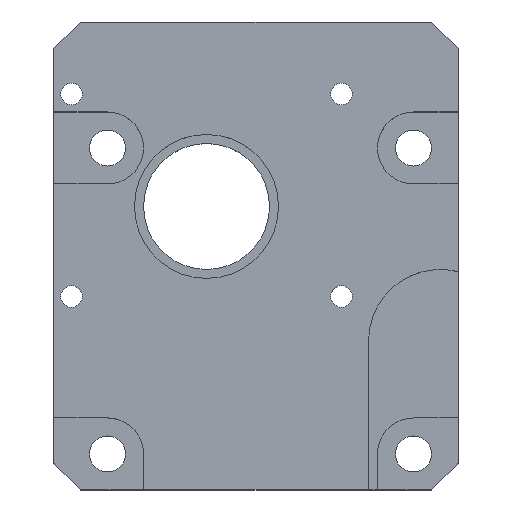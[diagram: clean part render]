
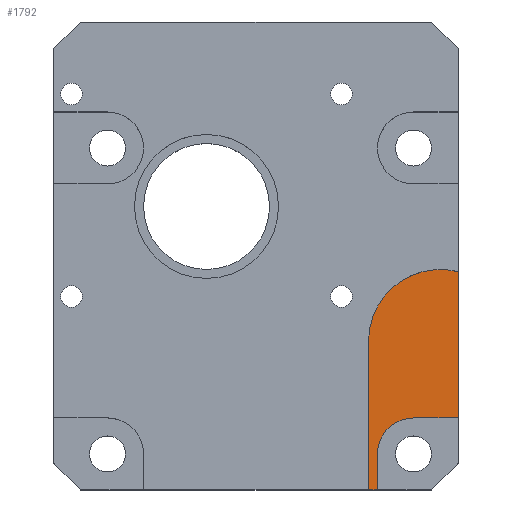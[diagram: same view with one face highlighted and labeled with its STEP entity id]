
A CAD part, top view. The second image highlights one B-rep face of the part: STEP entity #1792.
In plain terms, the highlighted planar face has unit normal (0, 0, 1).
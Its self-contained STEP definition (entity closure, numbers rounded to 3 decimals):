
#32 = PLANE('',#33);
#33 = AXIS2_PLACEMENT_3D('',#34,#35,#36);
#34 = CARTESIAN_POINT('',(-23.,-21.,0.));
#35 = DIRECTION('',(0.,1.,0.));
#36 = DIRECTION('',(1.,0.,0.));
#165 = VERTEX_POINT('',#166);
#166 = CARTESIAN_POINT('',(12.,-21.,5.));
#180 = PLANE('',#181);
#181 = AXIS2_PLACEMENT_3D('',#182,#183,#184);
#182 = CARTESIAN_POINT('',(12.,-4.5,8.));
#183 = DIRECTION('',(-1.,0.,0.));
#184 = DIRECTION('',(0.,-1.,0.));
#192 = EDGE_CURVE('',#165,#193,#195,.T.);
#193 = VERTEX_POINT('',#194);
#194 = CARTESIAN_POINT('',(13.,-21.,5.));
#195 = SURFACE_CURVE('',#196,(#200,#206),.PCURVE_S1.);
#196 = LINE('',#197,#198);
#197 = CARTESIAN_POINT('',(-1.5,-21.,5.));
#198 = VECTOR('',#199,1.);
#199 = DIRECTION('',(1.,0.,0.));
#200 = PCURVE('',#32,#201);
#201 = DEFINITIONAL_REPRESENTATION('',(#202),#205);
#202 = B_SPLINE_CURVE_WITH_KNOTS('',1,(#203,#204),.UNSPECIFIED.,.F.,.F.,
  (2,2),(11.9,28.),.PIECEWISE_BEZIER_KNOTS.);
#203 = CARTESIAN_POINT('',(33.4,-5.));
#204 = CARTESIAN_POINT('',(49.5,-5.));
#205 = ( GEOMETRIC_REPRESENTATION_CONTEXT(2) 
PARAMETRIC_REPRESENTATION_CONTEXT() REPRESENTATION_CONTEXT('2D SPACE',''
  ) );
#206 = PCURVE('',#207,#212);
#207 = PLANE('',#208);
#208 = AXIS2_PLACEMENT_3D('',#209,#210,#211);
#209 = CARTESIAN_POINT('',(20.,-12.75,5.));
#210 = DIRECTION('',(0.,0.,1.));
#211 = DIRECTION('',(1.,0.,0.));
#212 = DEFINITIONAL_REPRESENTATION('',(#213),#216);
#213 = B_SPLINE_CURVE_WITH_KNOTS('',1,(#214,#215),.UNSPECIFIED.,.F.,.F.,
  (2,2),(11.9,28.),.PIECEWISE_BEZIER_KNOTS.);
#214 = CARTESIAN_POINT('',(-9.6,-8.25));
#215 = CARTESIAN_POINT('',(6.5,-8.25));
#216 = ( GEOMETRIC_REPRESENTATION_CONTEXT(2) 
PARAMETRIC_REPRESENTATION_CONTEXT() REPRESENTATION_CONTEXT('2D SPACE',''
  ) );
#233 = PLANE('',#234);
#234 = AXIS2_PLACEMENT_3D('',#235,#236,#237);
#235 = CARTESIAN_POINT('',(13.,-22.,8.));
#236 = DIRECTION('',(1.,0.,0.));
#237 = DIRECTION('',(0.,1.,0.));
#339 = PLANE('',#340);
#340 = AXIS2_PLACEMENT_3D('',#341,#342,#343);
#341 = CARTESIAN_POINT('',(22.,-21.,0.));
#342 = DIRECTION('',(-1.,0.,0.));
#343 = DIRECTION('',(0.,1.,0.));
#1035 = PLANE('',#1036);
#1036 = AXIS2_PLACEMENT_3D('',#1037,#1038,#1039);
#1037 = CARTESIAN_POINT('',(17.,-13.,8.));
#1038 = DIRECTION('',(0.,-1.,0.));
#1039 = DIRECTION('',(1.,0.,0.));
#1064 = CYLINDRICAL_SURFACE('',#1065,4.);
#1065 = AXIS2_PLACEMENT_3D('',#1066,#1067,#1068);
#1066 = CARTESIAN_POINT('',(17.,-17.,8.));
#1067 = DIRECTION('',(0.,0.,1.));
#1068 = DIRECTION('',(1.,0.,0.));
#1181 = EDGE_CURVE('',#1182,#193,#1184,.T.);
#1182 = VERTEX_POINT('',#1183);
#1183 = CARTESIAN_POINT('',(13.,-17.,5.));
#1184 = SURFACE_CURVE('',#1185,(#1189,#1195),.PCURVE_S1.);
#1185 = LINE('',#1186,#1187);
#1186 = CARTESIAN_POINT('',(13.,-17.375,5.));
#1187 = VECTOR('',#1188,1.);
#1188 = DIRECTION('',(0.,-1.,0.));
#1189 = PCURVE('',#233,#1190);
#1190 = DEFINITIONAL_REPRESENTATION('',(#1191),#1194);
#1191 = B_SPLINE_CURVE_WITH_KNOTS('',1,(#1192,#1193),.UNSPECIFIED.,.F.,
  .F.,(2,2),(-0.775,4.025),.PIECEWISE_BEZIER_KNOTS.);
#1192 = CARTESIAN_POINT('',(5.4,-3.));
#1193 = CARTESIAN_POINT('',(0.6,-3.));
#1194 = ( GEOMETRIC_REPRESENTATION_CONTEXT(2) 
PARAMETRIC_REPRESENTATION_CONTEXT() REPRESENTATION_CONTEXT('2D SPACE',''
  ) );
#1195 = PCURVE('',#207,#1196);
#1196 = DEFINITIONAL_REPRESENTATION('',(#1197),#1200);
#1197 = B_SPLINE_CURVE_WITH_KNOTS('',1,(#1198,#1199),.UNSPECIFIED.,.F.,
  .F.,(2,2),(-0.775,4.025),.PIECEWISE_BEZIER_KNOTS.);
#1198 = CARTESIAN_POINT('',(-7.,-3.85));
#1199 = CARTESIAN_POINT('',(-7.,-8.65));
#1200 = ( GEOMETRIC_REPRESENTATION_CONTEXT(2) 
PARAMETRIC_REPRESENTATION_CONTEXT() REPRESENTATION_CONTEXT('2D SPACE',''
  ) );
#1448 = CYLINDRICAL_SURFACE('',#1449,8.);
#1449 = AXIS2_PLACEMENT_3D('',#1450,#1451,#1452);
#1450 = CARTESIAN_POINT('',(20.,-4.5,8.));
#1451 = DIRECTION('',(0.,0.,1.));
#1452 = DIRECTION('',(1.,0.,0.));
#1792 = ADVANCED_FACE('',(#1793),#207,.T.);
#1793 = FACE_BOUND('',#1794,.T.);
#1794 = EDGE_LOOP('',(#1795,#1818,#1842,#1863,#1864,#1865,#1889));
#1795 = ORIENTED_EDGE('',*,*,#1796,.T.);
#1796 = EDGE_CURVE('',#1797,#1799,#1801,.T.);
#1797 = VERTEX_POINT('',#1798);
#1798 = CARTESIAN_POINT('',(22.,-13.,5.));
#1799 = VERTEX_POINT('',#1800);
#1800 = CARTESIAN_POINT('',(22.,3.246,5.));
#1801 = SURFACE_CURVE('',#1802,(#1806,#1812),.PCURVE_S1.);
#1802 = LINE('',#1803,#1804);
#1803 = CARTESIAN_POINT('',(22.,-16.875,5.));
#1804 = VECTOR('',#1805,1.);
#1805 = DIRECTION('',(0.,1.,0.));
#1806 = PCURVE('',#207,#1807);
#1807 = DEFINITIONAL_REPRESENTATION('',(#1808),#1811);
#1808 = B_SPLINE_CURVE_WITH_KNOTS('',1,(#1809,#1810),.UNSPECIFIED.,.F.,
  .F.,(2,2),(-9.325,23.625),.PIECEWISE_BEZIER_KNOTS.);
#1809 = CARTESIAN_POINT('',(2.,-13.45));
#1810 = CARTESIAN_POINT('',(2.,19.5));
#1811 = ( GEOMETRIC_REPRESENTATION_CONTEXT(2) 
PARAMETRIC_REPRESENTATION_CONTEXT() REPRESENTATION_CONTEXT('2D SPACE',''
  ) );
#1812 = PCURVE('',#339,#1813);
#1813 = DEFINITIONAL_REPRESENTATION('',(#1814),#1817);
#1814 = B_SPLINE_CURVE_WITH_KNOTS('',1,(#1815,#1816),.UNSPECIFIED.,.F.,
  .F.,(2,2),(-9.325,23.625),.PIECEWISE_BEZIER_KNOTS.);
#1815 = CARTESIAN_POINT('',(-5.2,-5.));
#1816 = CARTESIAN_POINT('',(27.75,-5.));
#1817 = ( GEOMETRIC_REPRESENTATION_CONTEXT(2) 
PARAMETRIC_REPRESENTATION_CONTEXT() REPRESENTATION_CONTEXT('2D SPACE',''
  ) );
#1818 = ORIENTED_EDGE('',*,*,#1819,.T.);
#1819 = EDGE_CURVE('',#1799,#1820,#1822,.T.);
#1820 = VERTEX_POINT('',#1821);
#1821 = CARTESIAN_POINT('',(12.,-4.5,5.));
#1822 = SURFACE_CURVE('',#1823,(#1828,#1835),.PCURVE_S1.);
#1823 = CIRCLE('',#1824,8.);
#1824 = AXIS2_PLACEMENT_3D('',#1825,#1826,#1827);
#1825 = CARTESIAN_POINT('',(20.,-4.5,5.));
#1826 = DIRECTION('',(0.,0.,1.));
#1827 = DIRECTION('',(1.,0.,0.));
#1828 = PCURVE('',#207,#1829);
#1829 = DEFINITIONAL_REPRESENTATION('',(#1830),#1834);
#1830 = CIRCLE('',#1831,8.);
#1831 = AXIS2_PLACEMENT_2D('',#1832,#1833);
#1832 = CARTESIAN_POINT('',(0.,8.25));
#1833 = DIRECTION('',(1.,0.));
#1834 = ( GEOMETRIC_REPRESENTATION_CONTEXT(2) 
PARAMETRIC_REPRESENTATION_CONTEXT() REPRESENTATION_CONTEXT('2D SPACE',''
  ) );
#1835 = PCURVE('',#1448,#1836);
#1836 = DEFINITIONAL_REPRESENTATION('',(#1837),#1841);
#1837 = LINE('',#1838,#1839);
#1838 = CARTESIAN_POINT('',(0.,-3.));
#1839 = VECTOR('',#1840,1.);
#1840 = DIRECTION('',(1.,0.));
#1841 = ( GEOMETRIC_REPRESENTATION_CONTEXT(2) 
PARAMETRIC_REPRESENTATION_CONTEXT() REPRESENTATION_CONTEXT('2D SPACE',''
  ) );
#1842 = ORIENTED_EDGE('',*,*,#1843,.T.);
#1843 = EDGE_CURVE('',#1820,#165,#1844,.T.);
#1844 = SURFACE_CURVE('',#1845,(#1849,#1856),.PCURVE_S1.);
#1845 = LINE('',#1846,#1847);
#1846 = CARTESIAN_POINT('',(12.,-4.5,5.));
#1847 = VECTOR('',#1848,1.);
#1848 = DIRECTION('',(0.,-1.,0.));
#1849 = PCURVE('',#207,#1850);
#1850 = DEFINITIONAL_REPRESENTATION('',(#1851),#1855);
#1851 = LINE('',#1852,#1853);
#1852 = CARTESIAN_POINT('',(-8.,8.25));
#1853 = VECTOR('',#1854,1.);
#1854 = DIRECTION('',(0.,-1.));
#1855 = ( GEOMETRIC_REPRESENTATION_CONTEXT(2) 
PARAMETRIC_REPRESENTATION_CONTEXT() REPRESENTATION_CONTEXT('2D SPACE',''
  ) );
#1856 = PCURVE('',#180,#1857);
#1857 = DEFINITIONAL_REPRESENTATION('',(#1858),#1862);
#1858 = LINE('',#1859,#1860);
#1859 = CARTESIAN_POINT('',(0.,-3.));
#1860 = VECTOR('',#1861,1.);
#1861 = DIRECTION('',(1.,0.));
#1862 = ( GEOMETRIC_REPRESENTATION_CONTEXT(2) 
PARAMETRIC_REPRESENTATION_CONTEXT() REPRESENTATION_CONTEXT('2D SPACE',''
  ) );
#1863 = ORIENTED_EDGE('',*,*,#192,.T.);
#1864 = ORIENTED_EDGE('',*,*,#1181,.F.);
#1865 = ORIENTED_EDGE('',*,*,#1866,.F.);
#1866 = EDGE_CURVE('',#1867,#1182,#1869,.T.);
#1867 = VERTEX_POINT('',#1868);
#1868 = CARTESIAN_POINT('',(17.,-13.,5.));
#1869 = SURFACE_CURVE('',#1870,(#1875,#1882),.PCURVE_S1.);
#1870 = CIRCLE('',#1871,4.);
#1871 = AXIS2_PLACEMENT_3D('',#1872,#1873,#1874);
#1872 = CARTESIAN_POINT('',(17.,-17.,5.));
#1873 = DIRECTION('',(0.,0.,1.));
#1874 = DIRECTION('',(1.,0.,0.));
#1875 = PCURVE('',#207,#1876);
#1876 = DEFINITIONAL_REPRESENTATION('',(#1877),#1881);
#1877 = CIRCLE('',#1878,4.);
#1878 = AXIS2_PLACEMENT_2D('',#1879,#1880);
#1879 = CARTESIAN_POINT('',(-3.,-4.25));
#1880 = DIRECTION('',(1.,0.));
#1881 = ( GEOMETRIC_REPRESENTATION_CONTEXT(2) 
PARAMETRIC_REPRESENTATION_CONTEXT() REPRESENTATION_CONTEXT('2D SPACE',''
  ) );
#1882 = PCURVE('',#1064,#1883);
#1883 = DEFINITIONAL_REPRESENTATION('',(#1884),#1888);
#1884 = LINE('',#1885,#1886);
#1885 = CARTESIAN_POINT('',(0.,-3.));
#1886 = VECTOR('',#1887,1.);
#1887 = DIRECTION('',(1.,0.));
#1888 = ( GEOMETRIC_REPRESENTATION_CONTEXT(2) 
PARAMETRIC_REPRESENTATION_CONTEXT() REPRESENTATION_CONTEXT('2D SPACE',''
  ) );
#1889 = ORIENTED_EDGE('',*,*,#1890,.F.);
#1890 = EDGE_CURVE('',#1797,#1867,#1891,.T.);
#1891 = SURFACE_CURVE('',#1892,(#1896,#1902),.PCURVE_S1.);
#1892 = LINE('',#1893,#1894);
#1893 = CARTESIAN_POINT('',(18.5,-13.,5.));
#1894 = VECTOR('',#1895,1.);
#1895 = DIRECTION('',(-1.,0.,0.));
#1896 = PCURVE('',#207,#1897);
#1897 = DEFINITIONAL_REPRESENTATION('',(#1898),#1901);
#1898 = B_SPLINE_CURVE_WITH_KNOTS('',1,(#1899,#1900),.UNSPECIFIED.,.F.,
  .F.,(2,2),(-4.,2.),.PIECEWISE_BEZIER_KNOTS.);
#1899 = CARTESIAN_POINT('',(2.5,-0.25));
#1900 = CARTESIAN_POINT('',(-3.5,-0.25));
#1901 = ( GEOMETRIC_REPRESENTATION_CONTEXT(2) 
PARAMETRIC_REPRESENTATION_CONTEXT() REPRESENTATION_CONTEXT('2D SPACE',''
  ) );
#1902 = PCURVE('',#1035,#1903);
#1903 = DEFINITIONAL_REPRESENTATION('',(#1904),#1907);
#1904 = B_SPLINE_CURVE_WITH_KNOTS('',1,(#1905,#1906),.UNSPECIFIED.,.F.,
  .F.,(2,2),(-4.,2.),.PIECEWISE_BEZIER_KNOTS.);
#1905 = CARTESIAN_POINT('',(5.5,-3.));
#1906 = CARTESIAN_POINT('',(-0.5,-3.));
#1907 = ( GEOMETRIC_REPRESENTATION_CONTEXT(2) 
PARAMETRIC_REPRESENTATION_CONTEXT() REPRESENTATION_CONTEXT('2D SPACE',''
  ) );
